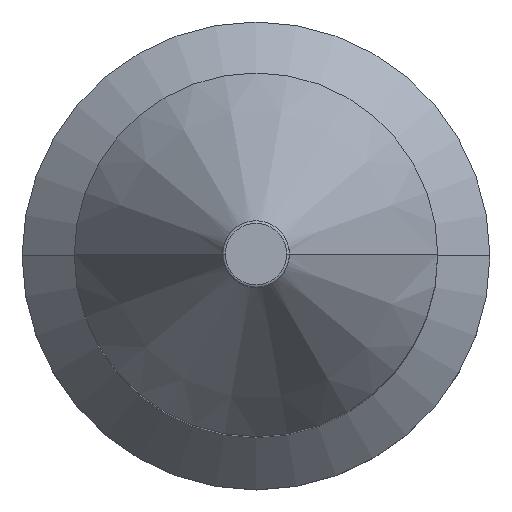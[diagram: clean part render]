
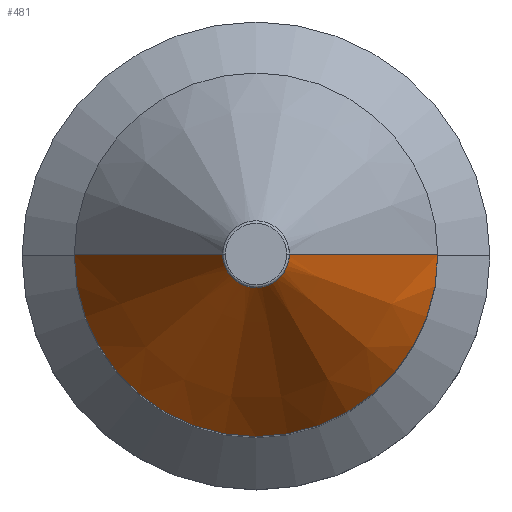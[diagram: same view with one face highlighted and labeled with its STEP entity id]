
A CAD part, top view. The second image highlights one B-rep face of the part: STEP entity #481.
In plain terms, the highlighted conical face has half-angle 30 degrees and reference radius 2.3 mm.
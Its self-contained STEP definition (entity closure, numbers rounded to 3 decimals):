
#1 = VERTEX_POINT ( 'NONE', #420 ) ;
#8 = VERTEX_POINT ( 'NONE', #413 ) ;
#25 = VERTEX_POINT ( 'NONE', #545 ) ;
#57 = EDGE_CURVE ( 'NONE', #1, #8, #511, .T. ) ;
#69 = EDGE_CURVE ( 'NONE', #25, #84, #520, .T. ) ;
#84 = VERTEX_POINT ( 'NONE', #690 ) ;
#413 = CARTESIAN_POINT ( 'NONE',  ( -13.6, 0., 97.428 ) ) ;
#420 = CARTESIAN_POINT ( 'NONE',  ( -2.3, 0., 117. ) ) ;
#432 = DIRECTION ( 'NONE',  ( 0.5, 0., -0.866 ) ) ;
#433 = VECTOR ( 'NONE', #432, 1000. ) ;
#441 = CARTESIAN_POINT ( 'NONE',  ( 2.3, 0., 117. ) ) ;
#475 = EDGE_LOOP ( 'NONE', ( #483, #484, #486, #477 ) ) ;
#477 = ORIENTED_EDGE ( 'NONE', *, *, #485, .F. ) ;
#478 = EDGE_CURVE ( 'NONE', #25, #1, #1328, .T. ) ;
#481 = ADVANCED_FACE ( 'NONE', ( #1341 ), #1324, .T. ) ;
#483 = ORIENTED_EDGE ( 'NONE', *, *, #69, .F. ) ;
#484 = ORIENTED_EDGE ( 'NONE', *, *, #478, .T. ) ;
#485 = EDGE_CURVE ( 'NONE', #84, #8, #1258, .T. ) ;
#486 = ORIENTED_EDGE ( 'NONE', *, *, #57, .T. ) ;
#508 = DIRECTION ( 'NONE',  ( -0.5, 0., -0.866 ) ) ;
#509 = VECTOR ( 'NONE', #508, 1000. ) ;
#510 = CARTESIAN_POINT ( 'NONE',  ( -2.3, 0., 117. ) ) ;
#511 = LINE ( 'NONE', #510, #509 ) ;
#520 = LINE ( 'NONE', #441, #433 ) ;
#545 = CARTESIAN_POINT ( 'NONE',  ( 2.3, 0., 117. ) ) ;
#690 = CARTESIAN_POINT ( 'NONE',  ( 13.6, 0., 97.428 ) ) ;
#1189 = DIRECTION ( 'NONE',  ( -1., 0., 0. ) ) ;
#1190 = DIRECTION ( 'NONE',  ( 0., 0., -1. ) ) ;
#1191 = CARTESIAN_POINT ( 'NONE',  ( 0., 0., 97.428 ) ) ;
#1192 = AXIS2_PLACEMENT_3D ( 'NONE', #1191, #1190, #1189 ) ;
#1196 = DIRECTION ( 'NONE',  ( -1., 0., 0. ) ) ;
#1197 = DIRECTION ( 'NONE',  ( 0., 0., -1. ) ) ;
#1254 = DIRECTION ( 'NONE',  ( -1., 0., 0. ) ) ;
#1255 = DIRECTION ( 'NONE',  ( 0., 0., -1. ) ) ;
#1256 = CARTESIAN_POINT ( 'NONE',  ( 0., 0., 117. ) ) ;
#1257 = AXIS2_PLACEMENT_3D ( 'NONE', #1256, #1255, #1254 ) ;
#1258 = CIRCLE ( 'NONE', #1192, 13.6 ) ;
#1259 = CARTESIAN_POINT ( 'NONE',  ( 0., 0., 117. ) ) ;
#1323 = AXIS2_PLACEMENT_3D ( 'NONE', #1259, #1197, #1196 ) ;
#1324 = CONICAL_SURFACE ( 'NONE', #1323, 2.3, 0.524 ) ;
#1328 = CIRCLE ( 'NONE', #1257, 2.3 ) ;
#1341 = FACE_OUTER_BOUND ( 'NONE', #475, .T. ) ;
